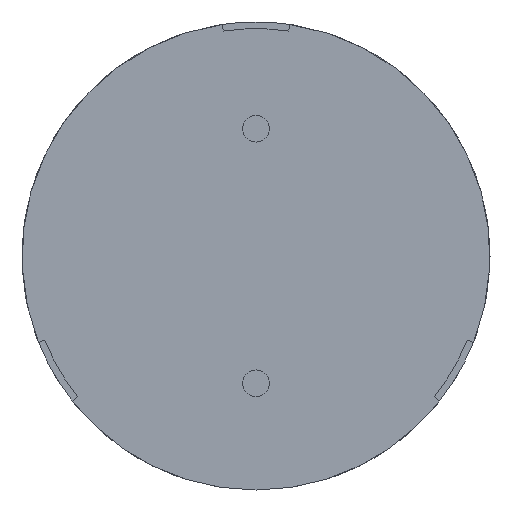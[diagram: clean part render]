
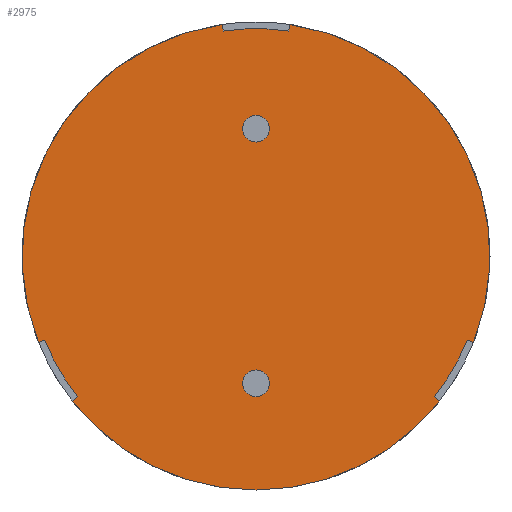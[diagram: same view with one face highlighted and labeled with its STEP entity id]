
A CAD part, front view. The second image highlights one B-rep face of the part: STEP entity #2975.
In plain terms, the highlighted planar face has unit normal (0, -1, 0).
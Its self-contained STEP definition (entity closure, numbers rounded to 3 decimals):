
#3 = AXIS2_PLACEMENT_3D ( 'NONE', #1665, #3531, #1647 ) ;
#35 = DIRECTION ( 'NONE',  ( -0.929, 0., 0.37 ) ) ;
#36 = CARTESIAN_POINT ( 'NONE',  ( -5.494, 0., -4.338 ) ) ;
#50 = FACE_OUTER_BOUND ( 'NONE', #1292, .T. ) ;
#72 = DIRECTION ( 'NONE',  ( -0.929, 0., -0.37 ) ) ;
#89 = AXIS2_PLACEMENT_3D ( 'NONE', #665, #1382, #4753 ) ;
#97 = VERTEX_POINT ( 'NONE', #1585 ) ;
#185 = VERTEX_POINT ( 'NONE', #250 ) ;
#192 = DIRECTION ( 'NONE',  ( 0., -1., 0. ) ) ;
#244 = VERTEX_POINT ( 'NONE', #915 ) ;
#250 = CARTESIAN_POINT ( 'NONE',  ( -0.981, 0., 6.729 ) ) ;
#334 = EDGE_LOOP ( 'NONE', ( #1554, #2328 ) ) ;
#357 = LINE ( 'NONE', #3373, #624 ) ;
#377 = CARTESIAN_POINT ( 'NONE',  ( -1.01, 0., 6.927 ) ) ;
#490 = EDGE_CURVE ( 'NONE', #97, #1850, #1877, .T. ) ;
#497 = VERTEX_POINT ( 'NONE', #4243 ) ;
#574 = EDGE_CURVE ( 'NONE', #647, #1979, #3795, .T. ) ;
#624 = VECTOR ( 'NONE', #2529, 1000. ) ;
#647 = VERTEX_POINT ( 'NONE', #2575 ) ;
#648 = DIRECTION ( 'NONE',  ( 0., 0., 1. ) ) ;
#654 = CARTESIAN_POINT ( 'NONE',  ( 5.494, 0., -4.337 ) ) ;
#665 = CARTESIAN_POINT ( 'NONE',  ( 0., 0., 3.81 ) ) ;
#684 = CARTESIAN_POINT ( 'NONE',  ( -1.01, 0., 6.927 ) ) ;
#703 = ORIENTED_EDGE ( 'NONE', *, *, #490, .F. ) ;
#706 = AXIS2_PLACEMENT_3D ( 'NONE', #3854, #883, #861 ) ;
#737 = ORIENTED_EDGE ( 'NONE', *, *, #2453, .F. ) ;
#766 = EDGE_CURVE ( 'NONE', #1850, #497, #2950, .T. ) ;
#861 = DIRECTION ( 'NONE',  ( 0., 0., 1. ) ) ;
#875 = LINE ( 'NONE', #2343, #1340 ) ;
#883 = DIRECTION ( 'NONE',  ( 0., 1., 0. ) ) ;
#892 = EDGE_CURVE ( 'NONE', #97, #185, #2874, .T. ) ;
#905 = DIRECTION ( 'NONE',  ( 0., 0., 1. ) ) ;
#910 = VECTOR ( 'NONE', #3978, 1000. ) ;
#912 = VERTEX_POINT ( 'NONE', #2408 ) ;
#915 = CARTESIAN_POINT ( 'NONE',  ( -5.337, 0., -4.214 ) ) ;
#934 = DIRECTION ( 'NONE',  ( 0., -1., 0. ) ) ;
#948 = PLANE ( 'NONE',  #3404 ) ;
#1022 = CIRCLE ( 'NONE', #706, 7. ) ;
#1037 = EDGE_CURVE ( 'NONE', #2187, #3292, #4575, .T. ) ;
#1042 = EDGE_CURVE ( 'NONE', #4067, #1698, #3416, .T. ) ;
#1071 = ORIENTED_EDGE ( 'NONE', *, *, #1612, .F. ) ;
#1243 = AXIS2_PLACEMENT_3D ( 'NONE', #4337, #4676, #2464 ) ;
#1292 = EDGE_LOOP ( 'NONE', ( #2487, #703, #3046, #3151, #4699, #1071, #2892, #1689, #3692, #3321, #2274, #1425, #4418 ) ) ;
#1297 = CIRCLE ( 'NONE', #4144, 6.8 ) ;
#1333 = CARTESIAN_POINT ( 'NONE',  ( 0., 0., 0. ) ) ;
#1340 = VECTOR ( 'NONE', #72, 1000. ) ;
#1382 = DIRECTION ( 'NONE',  ( 0., -1., 0. ) ) ;
#1398 = EDGE_CURVE ( 'NONE', #3994, #244, #357, .T. ) ;
#1414 = DIRECTION ( 'NONE',  ( 0., -1., 0. ) ) ;
#1425 = ORIENTED_EDGE ( 'NONE', *, *, #1037, .T. ) ;
#1459 = EDGE_CURVE ( 'NONE', #4153, #3994, #1022, .T. ) ;
#1507 = CARTESIAN_POINT ( 'NONE',  ( 6.318, 0., -2.514 ) ) ;
#1542 = CARTESIAN_POINT ( 'NONE',  ( 0., 0., 0. ) ) ;
#1554 = ORIENTED_EDGE ( 'NONE', *, *, #2444, .F. ) ;
#1585 = CARTESIAN_POINT ( 'NONE',  ( 0.98, 0., 6.729 ) ) ;
#1587 = FACE_BOUND ( 'NONE', #334, .T. ) ;
#1612 = EDGE_CURVE ( 'NONE', #3532, #647, #875, .T. ) ;
#1647 = DIRECTION ( 'NONE',  ( 0., 0., -1. ) ) ;
#1665 = CARTESIAN_POINT ( 'NONE',  ( 0., 0., 0. ) ) ;
#1669 = CARTESIAN_POINT ( 'NONE',  ( 0., 0., 3.81 ) ) ;
#1689 = ORIENTED_EDGE ( 'NONE', *, *, #1398, .F. ) ;
#1698 = VERTEX_POINT ( 'NONE', #4284 ) ;
#1782 = CARTESIAN_POINT ( 'NONE',  ( 5.494, 0., -4.337 ) ) ;
#1788 = VECTOR ( 'NONE', #35, 1000. ) ;
#1792 = AXIS2_PLACEMENT_3D ( 'NONE', #3118, #2815, #905 ) ;
#1799 = ORIENTED_EDGE ( 'NONE', *, *, #1831, .F. ) ;
#1831 = EDGE_CURVE ( 'NONE', #912, #3604, #3346, .T. ) ;
#1850 = VERTEX_POINT ( 'NONE', #3403 ) ;
#1858 = LINE ( 'NONE', #2531, #1788 ) ;
#1877 = LINE ( 'NONE', #3427, #1985 ) ;
#1968 = DIRECTION ( 'NONE',  ( 0.144, 0., 0.99 ) ) ;
#1979 = VERTEX_POINT ( 'NONE', #377 ) ;
#1985 = VECTOR ( 'NONE', #1968, 1000. ) ;
#2070 = DIRECTION ( 'NONE',  ( 0., 0., -1. ) ) ;
#2095 = CIRCLE ( 'NONE', #3033, 0.4 ) ;
#2180 = DIRECTION ( 'NONE',  ( 0., 1., 0. ) ) ;
#2187 = VERTEX_POINT ( 'NONE', #3591 ) ;
#2263 = LINE ( 'NONE', #684, #4618 ) ;
#2274 = ORIENTED_EDGE ( 'NONE', *, *, #3471, .F. ) ;
#2328 = ORIENTED_EDGE ( 'NONE', *, *, #1042, .F. ) ;
#2343 = CARTESIAN_POINT ( 'NONE',  ( -6.503, 0., -2.59 ) ) ;
#2408 = CARTESIAN_POINT ( 'NONE',  ( 0., 0., -3.41 ) ) ;
#2444 = EDGE_CURVE ( 'NONE', #1698, #4067, #2095, .T. ) ;
#2453 = EDGE_CURVE ( 'NONE', #3604, #912, #2956, .T. ) ;
#2464 = DIRECTION ( 'NONE',  ( 0., 0., 1. ) ) ;
#2467 = EDGE_LOOP ( 'NONE', ( #1799, #737 ) ) ;
#2487 = ORIENTED_EDGE ( 'NONE', *, *, #766, .F. ) ;
#2492 = DIRECTION ( 'NONE',  ( 0., 0., 1. ) ) ;
#2528 = AXIS2_PLACEMENT_3D ( 'NONE', #4027, #2590, #648 ) ;
#2529 = DIRECTION ( 'NONE',  ( 0.785, 0., 0.62 ) ) ;
#2531 = CARTESIAN_POINT ( 'NONE',  ( 6.504, 0., -2.588 ) ) ;
#2575 = CARTESIAN_POINT ( 'NONE',  ( -6.503, 0., -2.59 ) ) ;
#2590 = DIRECTION ( 'NONE',  ( 0., 1., 0. ) ) ;
#2620 = FACE_BOUND ( 'NONE', #2467, .T. ) ;
#2623 = CARTESIAN_POINT ( 'NONE',  ( 0., 0., -4.21 ) ) ;
#2741 = EDGE_CURVE ( 'NONE', #497, #3292, #1858, .T. ) ;
#2815 = DIRECTION ( 'NONE',  ( 0., 1., 0. ) ) ;
#2859 = DIRECTION ( 'NONE',  ( 0., 0., 1. ) ) ;
#2874 = CIRCLE ( 'NONE', #3, 6.8 ) ;
#2892 = ORIENTED_EDGE ( 'NONE', *, *, #4169, .T. ) ;
#2950 = CIRCLE ( 'NONE', #4730, 7. ) ;
#2956 = CIRCLE ( 'NONE', #1243, 0.4 ) ;
#2975 = ADVANCED_FACE ( 'NONE', ( #2620, #1587, #50 ), #948, .F. ) ;
#3019 = DIRECTION ( 'NONE',  ( 0., 1., 0. ) ) ;
#3033 = AXIS2_PLACEMENT_3D ( 'NONE', #1669, #192, #2492 ) ;
#3046 = ORIENTED_EDGE ( 'NONE', *, *, #892, .T. ) ;
#3111 = AXIS2_PLACEMENT_3D ( 'NONE', #1333, #1414, #4671 ) ;
#3118 = CARTESIAN_POINT ( 'NONE',  ( 0., 0., 0. ) ) ;
#3123 = DIRECTION ( 'NONE',  ( 0., 0., 1. ) ) ;
#3151 = ORIENTED_EDGE ( 'NONE', *, *, #4012, .F. ) ;
#3234 = CARTESIAN_POINT ( 'NONE',  ( 0., 0., 0. ) ) ;
#3292 = VERTEX_POINT ( 'NONE', #1507 ) ;
#3321 = ORIENTED_EDGE ( 'NONE', *, *, #3894, .F. ) ;
#3346 = CIRCLE ( 'NONE', #4591, 0.4 ) ;
#3373 = CARTESIAN_POINT ( 'NONE',  ( -5.494, 0., -4.338 ) ) ;
#3403 = CARTESIAN_POINT ( 'NONE',  ( 1.009, 0., 6.927 ) ) ;
#3404 = AXIS2_PLACEMENT_3D ( 'NONE', #1542, #3019, #4500 ) ;
#3416 = CIRCLE ( 'NONE', #89, 0.4 ) ;
#3427 = CARTESIAN_POINT ( 'NONE',  ( 1.009, 0., 6.927 ) ) ;
#3471 = EDGE_CURVE ( 'NONE', #2187, #3940, #3900, .T. ) ;
#3531 = DIRECTION ( 'NONE',  ( 0., -1., 0. ) ) ;
#3532 = VERTEX_POINT ( 'NONE', #3927 ) ;
#3536 = CIRCLE ( 'NONE', #2528, 7. ) ;
#3591 = CARTESIAN_POINT ( 'NONE',  ( 5.337, 0., -4.213 ) ) ;
#3604 = VERTEX_POINT ( 'NONE', #2623 ) ;
#3692 = ORIENTED_EDGE ( 'NONE', *, *, #1459, .F. ) ;
#3770 = CARTESIAN_POINT ( 'NONE',  ( 0., 0., 3.41 ) ) ;
#3795 = CIRCLE ( 'NONE', #1792, 7. ) ;
#3854 = CARTESIAN_POINT ( 'NONE',  ( 0., 0., 0. ) ) ;
#3894 = EDGE_CURVE ( 'NONE', #3940, #4153, #3536, .T. ) ;
#3899 = CARTESIAN_POINT ( 'NONE',  ( 0., 0., -7. ) ) ;
#3900 = LINE ( 'NONE', #654, #910 ) ;
#3927 = CARTESIAN_POINT ( 'NONE',  ( -6.318, 0., -2.516 ) ) ;
#3940 = VERTEX_POINT ( 'NONE', #1782 ) ;
#3978 = DIRECTION ( 'NONE',  ( 0.785, 0., -0.62 ) ) ;
#3994 = VERTEX_POINT ( 'NONE', #36 ) ;
#4012 = EDGE_CURVE ( 'NONE', #1979, #185, #2263, .T. ) ;
#4027 = CARTESIAN_POINT ( 'NONE',  ( 0., 0., 0. ) ) ;
#4067 = VERTEX_POINT ( 'NONE', #3770 ) ;
#4144 = AXIS2_PLACEMENT_3D ( 'NONE', #3234, #4246, #2070 ) ;
#4153 = VERTEX_POINT ( 'NONE', #3899 ) ;
#4169 = EDGE_CURVE ( 'NONE', #3532, #244, #1297, .T. ) ;
#4243 = CARTESIAN_POINT ( 'NONE',  ( 6.504, 0., -2.588 ) ) ;
#4246 = DIRECTION ( 'NONE',  ( 0., -1., 0. ) ) ;
#4248 = CARTESIAN_POINT ( 'NONE',  ( 0., 0., -3.81 ) ) ;
#4284 = CARTESIAN_POINT ( 'NONE',  ( 0., 0., 4.21 ) ) ;
#4337 = CARTESIAN_POINT ( 'NONE',  ( 0., 0., -3.81 ) ) ;
#4418 = ORIENTED_EDGE ( 'NONE', *, *, #2741, .F. ) ;
#4456 = DIRECTION ( 'NONE',  ( 0.144, 0., -0.99 ) ) ;
#4500 = DIRECTION ( 'NONE',  ( 0., 0., 1. ) ) ;
#4575 = CIRCLE ( 'NONE', #3111, 6.8 ) ;
#4591 = AXIS2_PLACEMENT_3D ( 'NONE', #4248, #934, #3123 ) ;
#4618 = VECTOR ( 'NONE', #4456, 1000. ) ;
#4671 = DIRECTION ( 'NONE',  ( 0., 0., -1. ) ) ;
#4676 = DIRECTION ( 'NONE',  ( 0., -1., 0. ) ) ;
#4679 = CARTESIAN_POINT ( 'NONE',  ( 0., 0., 0. ) ) ;
#4699 = ORIENTED_EDGE ( 'NONE', *, *, #574, .F. ) ;
#4730 = AXIS2_PLACEMENT_3D ( 'NONE', #4679, #2180, #2859 ) ;
#4753 = DIRECTION ( 'NONE',  ( 0., 0., 1. ) ) ;
